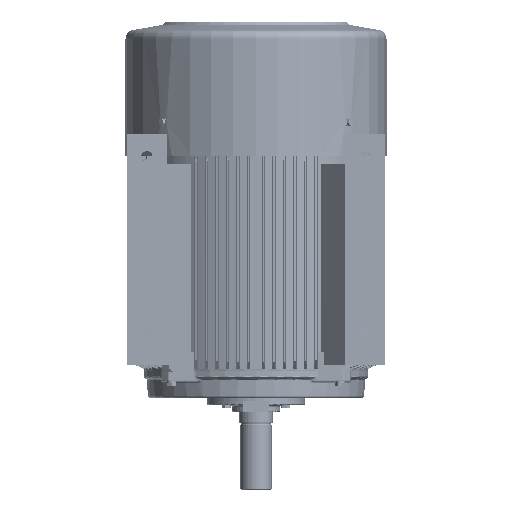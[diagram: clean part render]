
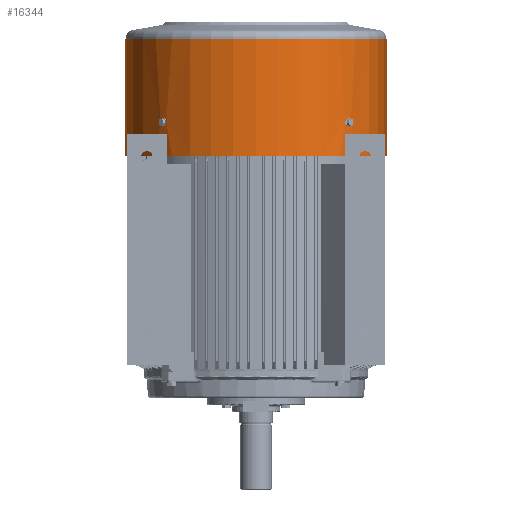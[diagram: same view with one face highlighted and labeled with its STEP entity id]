
A CAD part, left-side view. The second image highlights one B-rep face of the part: STEP entity #16344.
In plain terms, the highlighted cylindrical face has radius 273.5 mm (diameter 547 mm), a partial arc.
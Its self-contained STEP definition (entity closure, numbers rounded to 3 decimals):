
#3167=B_SPLINE_CURVE_WITH_KNOTS('',3,(#339357,#339358,#339359,#339360,#339361,
#339362),.UNSPECIFIED.,.F.,.F.,(4,2,4),(0.,0.5,1.),.UNSPECIFIED.);
#3171=B_SPLINE_CURVE_WITH_KNOTS('',3,(#339395,#339396,#339397,#339398,#339399,
#339400),.UNSPECIFIED.,.F.,.F.,(4,2,4),(0.,0.5,1.),.UNSPECIFIED.);
#3265=B_SPLINE_CURVE_WITH_KNOTS('',3,(#340525,#340526,#340527,#340528,#340529,
#340530,#340531,#340532,#340533,#340534),.UNSPECIFIED.,.F.,.F.,(4,2,2,2,
4),(0.,0.25,0.5,0.75,1.),.UNSPECIFIED.);
#3266=B_SPLINE_CURVE_WITH_KNOTS('',3,(#340538,#340539,#340540,#340541,#340542,
#340543),.UNSPECIFIED.,.F.,.F.,(4,2,4),(0.,0.5,1.),.UNSPECIFIED.);
#3267=B_SPLINE_CURVE_WITH_KNOTS('',3,(#340546,#340547,#340548,#340549,#340550,
#340551,#340552,#340553,#340554,#340555),.UNSPECIFIED.,.F.,.F.,(4,2,2,2,
4),(0.,0.25,0.5,0.75,1.),.UNSPECIFIED.);
#3268=B_SPLINE_CURVE_WITH_KNOTS('',3,(#340559,#340560,#340561,#340562,#340563,
#340564),.UNSPECIFIED.,.F.,.F.,(4,2,4),(0.,0.5,1.),.UNSPECIFIED.);
#10844=FACE_BOUND('',#42354,.T.);
#10845=FACE_BOUND('',#42355,.T.);
#10846=FACE_BOUND('',#42356,.T.);
#16344=ADVANCED_FACE('',(#10844,#10845,#10846),#24329,.T.);
#24329=CYLINDRICAL_SURFACE('',#210144,273.5);
#42354=EDGE_LOOP('',(#103012,#103013,#103014,#103015,#103016));
#42355=EDGE_LOOP('',(#103017,#103018,#103019,#103020,#103021));
#42356=EDGE_LOOP('',(#103022,#103023,#103024,#103025));
#54021=LINE('',#340565,#70744);
#54022=LINE('',#340569,#70745);
#70744=VECTOR('',#240552,1.);
#70745=VECTOR('',#240555,1.);
#103012=ORIENTED_EDGE('',*,*,#172780,.F.);
#103013=ORIENTED_EDGE('',*,*,#172977,.F.);
#103014=ORIENTED_EDGE('',*,*,#172978,.F.);
#103015=ORIENTED_EDGE('',*,*,#172979,.F.);
#103016=ORIENTED_EDGE('',*,*,#172980,.F.);
#103017=ORIENTED_EDGE('',*,*,#172981,.T.);
#103018=ORIENTED_EDGE('',*,*,#172982,.T.);
#103019=ORIENTED_EDGE('',*,*,#172983,.T.);
#103020=ORIENTED_EDGE('',*,*,#172984,.T.);
#103021=ORIENTED_EDGE('',*,*,#172788,.T.);
#103022=ORIENTED_EDGE('',*,*,#172838,.T.);
#103023=ORIENTED_EDGE('',*,*,#172985,.T.);
#103024=ORIENTED_EDGE('',*,*,#172986,.F.);
#103025=ORIENTED_EDGE('',*,*,#172987,.F.);
#149822=VERTEX_POINT('',#339363);
#149823=VERTEX_POINT('',#339364);
#149830=VERTEX_POINT('',#339401);
#149831=VERTEX_POINT('',#339402);
#149864=VERTEX_POINT('',#339502);
#149865=VERTEX_POINT('',#339504);
#149998=VERTEX_POINT('',#340524);
#149999=VERTEX_POINT('',#340535);
#150000=VERTEX_POINT('',#340537);
#150001=VERTEX_POINT('',#340545);
#150002=VERTEX_POINT('',#340556);
#150003=VERTEX_POINT('',#340558);
#150004=VERTEX_POINT('',#340566);
#150005=VERTEX_POINT('',#340568);
#172780=EDGE_CURVE('',#149822,#149823,#3167,.T.);
#172788=EDGE_CURVE('',#149830,#149831,#3171,.T.);
#172838=EDGE_CURVE('',#149865,#149864,#196539,.T.);
#172977=EDGE_CURVE('',#149998,#149822,#196584,.T.);
#172978=EDGE_CURVE('',#149999,#149998,#3265,.T.);
#172979=EDGE_CURVE('',#150000,#149999,#196585,.T.);
#172980=EDGE_CURVE('',#149823,#150000,#3266,.T.);
#172981=EDGE_CURVE('',#149831,#150001,#196586,.T.);
#172982=EDGE_CURVE('',#150001,#150002,#3267,.T.);
#172983=EDGE_CURVE('',#150002,#150003,#196587,.T.);
#172984=EDGE_CURVE('',#150003,#149830,#3268,.T.);
#172985=EDGE_CURVE('',#149864,#150004,#54021,.T.);
#172986=EDGE_CURVE('',#150005,#150004,#196588,.T.);
#172987=EDGE_CURVE('',#149865,#150005,#54022,.T.);
#196539=CIRCLE('',#210090,273.5);
#196584=CIRCLE('',#210139,273.5);
#196585=CIRCLE('',#210140,273.5);
#196586=CIRCLE('',#210141,273.5);
#196587=CIRCLE('',#210142,273.5);
#196588=CIRCLE('',#210143,273.5);
#210090=AXIS2_PLACEMENT_3D('',#339503,#240444,#240445);
#210139=AXIS2_PLACEMENT_3D('',#340523,#240544,#240545);
#210140=AXIS2_PLACEMENT_3D('',#340536,#240546,#240547);
#210141=AXIS2_PLACEMENT_3D('',#340544,#240548,#240549);
#210142=AXIS2_PLACEMENT_3D('',#340557,#240550,#240551);
#210143=AXIS2_PLACEMENT_3D('',#340567,#240553,#240554);
#210144=AXIS2_PLACEMENT_3D('',#340570,#240556,#240557);
#240444=DIRECTION('',(0.,0.,-1.));
#240445=DIRECTION('',(-0.003,-1.,0.));
#240544=DIRECTION('',(0.,0.,1.));
#240545=DIRECTION('',(0.003,1.,0.));
#240546=DIRECTION('',(0.,0.,-1.));
#240547=DIRECTION('',(-0.003,-1.,0.));
#240548=DIRECTION('',(0.,0.,-1.));
#240549=DIRECTION('',(-0.003,-1.,0.));
#240550=DIRECTION('',(0.,0.,1.));
#240551=DIRECTION('',(0.003,1.,0.));
#240552=DIRECTION('',(0.,0.,-1.));
#240553=DIRECTION('',(0.,0.,-1.));
#240554=DIRECTION('',(-0.003,-1.,0.));
#240555=DIRECTION('',(0.,0.,-1.));
#240556=DIRECTION('',(0.,0.,-1.));
#240557=DIRECTION('',(0.003,1.,0.));
#339357=CARTESIAN_POINT('',(9.092,494.087,676.844));
#339358=CARTESIAN_POINT('',(8.169,493.143,676.844));
#339359=CARTESIAN_POINT('',(7.274,492.212,677.386));
#339360=CARTESIAN_POINT('',(6.001,490.875,679.229));
#339361=CARTESIAN_POINT('',(5.629,490.479,680.524));
#339362=CARTESIAN_POINT('',(5.629,490.479,681.844));
#339363=CARTESIAN_POINT('',(9.092,494.087,676.844));
#339364=CARTESIAN_POINT('',(5.629,490.479,681.844));
#339395=CARTESIAN_POINT('',(17.098,103.861,681.844));
#339396=CARTESIAN_POINT('',(17.098,103.861,680.524));
#339397=CARTESIAN_POINT('',(16.703,104.232,679.232));
#339398=CARTESIAN_POINT('',(15.367,105.504,677.388));
#339399=CARTESIAN_POINT('',(14.434,106.401,676.844));
#339400=CARTESIAN_POINT('',(13.489,107.325,676.844));
#339401=CARTESIAN_POINT('',(17.098,103.861,681.844));
#339402=CARTESIAN_POINT('',(13.489,107.325,676.844));
#339502=CARTESIAN_POINT('',(205.563,576.403,858.058));
#339503=CARTESIAN_POINT('',(204.672,302.904,858.058));
#339504=CARTESIAN_POINT('',(203.781,29.406,858.058));
#340523=CARTESIAN_POINT('',(204.672,302.904,676.844));
#340524=CARTESIAN_POINT('',(14.768,499.726,676.844));
#340525=CARTESIAN_POINT('',(14.768,499.726,686.844));
#340526=CARTESIAN_POINT('',(15.718,500.643,686.844));
#340527=CARTESIAN_POINT('',(16.656,501.532,686.303));
#340528=CARTESIAN_POINT('',(18.,502.797,684.458));
#340529=CARTESIAN_POINT('',(18.398,503.165,683.152));
#340530=CARTESIAN_POINT('',(18.399,503.166,680.544));
#340531=CARTESIAN_POINT('',(18.01,502.805,679.245));
#340532=CARTESIAN_POINT('',(16.65,501.527,677.378));
#340533=CARTESIAN_POINT('',(15.718,500.643,676.844));
#340534=CARTESIAN_POINT('',(14.768,499.726,676.844));
#340535=CARTESIAN_POINT('',(14.768,499.726,686.844));
#340536=CARTESIAN_POINT('',(204.672,302.904,686.844));
#340537=CARTESIAN_POINT('',(9.092,494.087,686.844));
#340538=CARTESIAN_POINT('',(5.629,490.479,681.844));
#340539=CARTESIAN_POINT('',(5.629,490.479,683.165));
#340540=CARTESIAN_POINT('',(6.,490.874,684.457));
#340541=CARTESIAN_POINT('',(7.272,492.209,686.301));
#340542=CARTESIAN_POINT('',(8.169,493.143,686.844));
#340543=CARTESIAN_POINT('',(9.092,494.087,686.844));
#340544=CARTESIAN_POINT('',(204.672,302.904,676.844));
#340545=CARTESIAN_POINT('',(7.851,113.,676.844));
#340546=CARTESIAN_POINT('',(7.851,113.,676.844));
#340547=CARTESIAN_POINT('',(6.933,113.951,676.844));
#340548=CARTESIAN_POINT('',(6.044,114.888,677.386));
#340549=CARTESIAN_POINT('',(4.78,116.233,679.231));
#340550=CARTESIAN_POINT('',(4.412,116.63,680.537));
#340551=CARTESIAN_POINT('',(4.411,116.631,683.145));
#340552=CARTESIAN_POINT('',(4.771,116.242,684.444));
#340553=CARTESIAN_POINT('',(6.049,114.883,686.311));
#340554=CARTESIAN_POINT('',(6.933,113.951,686.844));
#340555=CARTESIAN_POINT('',(7.851,113.,686.844));
#340556=CARTESIAN_POINT('',(7.851,113.,686.844));
#340557=CARTESIAN_POINT('',(204.672,302.904,686.844));
#340558=CARTESIAN_POINT('',(13.489,107.325,686.844));
#340559=CARTESIAN_POINT('',(13.489,107.325,686.844));
#340560=CARTESIAN_POINT('',(14.434,106.401,686.844));
#340561=CARTESIAN_POINT('',(15.365,105.507,686.303));
#340562=CARTESIAN_POINT('',(16.701,104.234,684.46));
#340563=CARTESIAN_POINT('',(17.098,103.861,683.165));
#340564=CARTESIAN_POINT('',(17.098,103.861,681.844));
#340565=CARTESIAN_POINT('',(205.563,576.403,898.065));
#340566=CARTESIAN_POINT('',(205.563,576.403,612.844));
#340567=CARTESIAN_POINT('',(204.672,302.904,612.844));
#340568=CARTESIAN_POINT('',(203.781,29.406,612.844));
#340569=CARTESIAN_POINT('',(203.781,29.406,898.065));
#340570=CARTESIAN_POINT('',(204.672,302.904,898.065));
